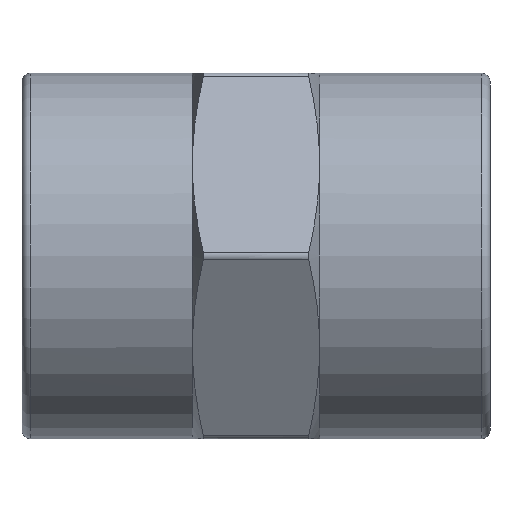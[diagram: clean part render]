
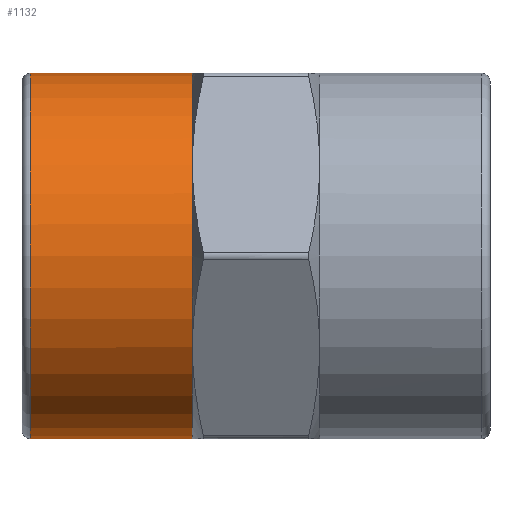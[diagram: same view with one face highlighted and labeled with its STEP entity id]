
A CAD part, front view. The second image highlights one B-rep face of the part: STEP entity #1132.
In plain terms, the highlighted cylindrical face has radius 11.113 mm (diameter 22.225 mm), a full revolution.
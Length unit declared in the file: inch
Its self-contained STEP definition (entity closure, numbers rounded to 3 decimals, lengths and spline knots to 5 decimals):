
#99=FACE_OUTER_BOUND('',#168,.T.);
#168=EDGE_LOOP('',(#885,#886,#887,#888,#889,#890,#891,#892,#893,#894,#895));
#338=LINE('',#7391,#377);
#377=VECTOR('',#1372,0.4375);
#401=CIRCLE('',#1211,0.4375);
#402=CIRCLE('',#1213,0.4375);
#403=CIRCLE('',#1215,0.4375);
#404=CIRCLE('',#1216,0.4375);
#405=CIRCLE('',#1218,0.4375);
#406=CIRCLE('',#1220,0.4375);
#407=CIRCLE('',#1222,0.4375);
#408=CIRCLE('',#1223,0.4375);
#409=CIRCLE('',#1224,0.4375);
#485=VERTEX_POINT('',#6983);
#494=VERTEX_POINT('',#7134);
#496=VERTEX_POINT('',#7193);
#499=VERTEX_POINT('',#7252);
#500=VERTEX_POINT('',#7254);
#503=VERTEX_POINT('',#7313);
#506=VERTEX_POINT('',#7372);
#507=VERTEX_POINT('',#7390);
#508=VERTEX_POINT('',#7392);
#634=EDGE_CURVE('',#494,#485,#401,.T.);
#636=EDGE_CURVE('',#485,#496,#402,.T.);
#640=EDGE_CURVE('',#496,#499,#403,.T.);
#641=EDGE_CURVE('',#499,#500,#404,.T.);
#645=EDGE_CURVE('',#500,#503,#405,.T.);
#649=EDGE_CURVE('',#503,#506,#406,.T.);
#651=EDGE_CURVE('',#506,#494,#407,.T.);
#652=EDGE_CURVE('',#499,#507,#338,.T.);
#653=EDGE_CURVE('',#508,#507,#408,.T.);
#654=EDGE_CURVE('',#507,#508,#409,.T.);
#885=ORIENTED_EDGE('',*,*,#651,.F.);
#886=ORIENTED_EDGE('',*,*,#649,.F.);
#887=ORIENTED_EDGE('',*,*,#645,.F.);
#888=ORIENTED_EDGE('',*,*,#641,.F.);
#889=ORIENTED_EDGE('',*,*,#652,.T.);
#890=ORIENTED_EDGE('',*,*,#653,.F.);
#891=ORIENTED_EDGE('',*,*,#654,.F.);
#892=ORIENTED_EDGE('',*,*,#652,.F.);
#893=ORIENTED_EDGE('',*,*,#640,.F.);
#894=ORIENTED_EDGE('',*,*,#636,.F.);
#895=ORIENTED_EDGE('',*,*,#634,.F.);
#1091=CYLINDRICAL_SURFACE('',#1221,0.4375);
#1132=ADVANCED_FACE('',(#99),#1091,.T.);
#1211=AXIS2_PLACEMENT_3D('',#7165,#1348,#1349);
#1213=AXIS2_PLACEMENT_3D('',#7194,#1352,#1353);
#1215=AXIS2_PLACEMENT_3D('',#7253,#1356,#1357);
#1216=AXIS2_PLACEMENT_3D('',#7255,#1358,#1359);
#1218=AXIS2_PLACEMENT_3D('',#7314,#1362,#1363);
#1220=AXIS2_PLACEMENT_3D('',#7373,#1366,#1367);
#1221=AXIS2_PLACEMENT_3D('',#7388,#1368,#1369);
#1222=AXIS2_PLACEMENT_3D('',#7389,#1370,#1371);
#1223=AXIS2_PLACEMENT_3D('',#7393,#1373,#1374);
#1224=AXIS2_PLACEMENT_3D('',#7394,#1375,#1376);
#1348=DIRECTION('center_axis',(1.,0.,0.));
#1349=DIRECTION('ref_axis',(0.,-0.866,-0.5));
#1352=DIRECTION('center_axis',(1.,0.,0.));
#1353=DIRECTION('ref_axis',(0.,0.,-1.));
#1356=DIRECTION('center_axis',(1.,0.,0.));
#1357=DIRECTION('ref_axis',(0.,1.,0.));
#1358=DIRECTION('center_axis',(1.,0.,0.));
#1359=DIRECTION('ref_axis',(0.,1.,0.));
#1362=DIRECTION('center_axis',(1.,0.,0.));
#1363=DIRECTION('ref_axis',(0.,0.866,0.5));
#1366=DIRECTION('center_axis',(1.,0.,0.));
#1367=DIRECTION('ref_axis',(0.,0.,1.));
#1368=DIRECTION('center_axis',(1.,0.,0.));
#1369=DIRECTION('ref_axis',(0.,-1.,0.));
#1370=DIRECTION('center_axis',(1.,0.,0.));
#1371=DIRECTION('ref_axis',(0.,-0.866,0.5));
#1372=DIRECTION('',(-1.,0.,0.));
#1373=DIRECTION('center_axis',(-1.,0.,0.));
#1374=DIRECTION('ref_axis',(0.,1.,0.));
#1375=DIRECTION('center_axis',(-1.,0.,0.));
#1376=DIRECTION('ref_axis',(0.,1.,0.));
#6983=CARTESIAN_POINT('',(-0.1522,0.,-0.4375));
#7134=CARTESIAN_POINT('',(-0.1522,-0.37889,-0.21875));
#7165=CARTESIAN_POINT('Origin',(-0.1522,0.,0.));
#7193=CARTESIAN_POINT('',(-0.1522,0.37889,-0.21875));
#7194=CARTESIAN_POINT('Origin',(-0.1522,0.,0.));
#7252=CARTESIAN_POINT('',(-0.1522,0.4375,0.));
#7253=CARTESIAN_POINT('Origin',(-0.1522,0.,0.));
#7254=CARTESIAN_POINT('',(-0.1522,0.37889,0.21875));
#7255=CARTESIAN_POINT('Origin',(-0.1522,0.,0.));
#7313=CARTESIAN_POINT('',(-0.1522,0.,0.4375));
#7314=CARTESIAN_POINT('Origin',(-0.1522,0.,0.));
#7372=CARTESIAN_POINT('',(-0.1522,-0.37889,0.21875));
#7373=CARTESIAN_POINT('Origin',(-0.1522,0.,0.));
#7388=CARTESIAN_POINT('Origin',(-0.616,0.,0.));
#7389=CARTESIAN_POINT('Origin',(-0.1522,0.,0.));
#7390=CARTESIAN_POINT('',(-0.54055,0.4375,0.));
#7391=CARTESIAN_POINT('',(-0.616,0.4375,0.));
#7392=CARTESIAN_POINT('',(-0.54055,-0.4375,-0.00066));
#7393=CARTESIAN_POINT('Origin',(-0.54055,0.,0.));
#7394=CARTESIAN_POINT('Origin',(-0.54055,0.,0.));
